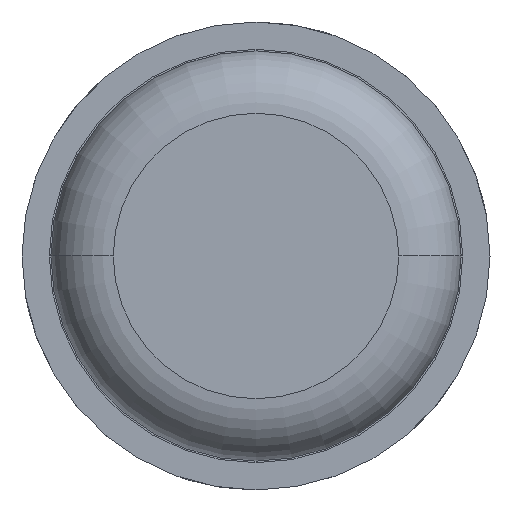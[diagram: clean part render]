
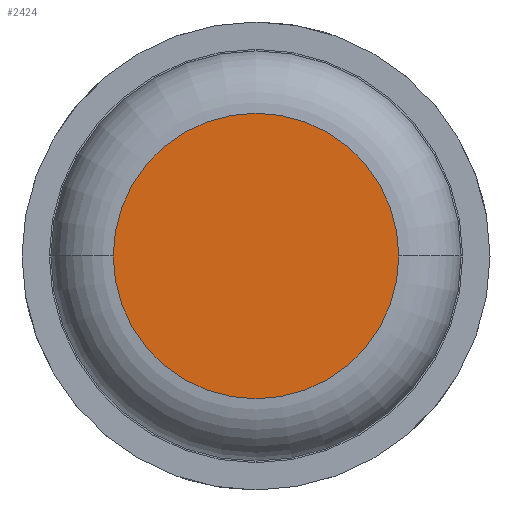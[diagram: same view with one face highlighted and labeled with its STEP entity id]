
A CAD part, front view. The second image highlights one B-rep face of the part: STEP entity #2424.
In plain terms, the highlighted planar face has unit normal (0, -1, 0).
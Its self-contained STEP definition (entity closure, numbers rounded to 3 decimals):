
#336 = DIRECTION ( 'NONE',  ( 0., -1., 0. ) ) ;
#340 = AXIS2_PLACEMENT_3D ( 'NONE', #2016, #2387, #590 ) ;
#351 = DIRECTION ( 'NONE',  ( -1., 0., 0. ) ) ;
#590 = DIRECTION ( 'NONE',  ( -1., 0., 0. ) ) ;
#652 = DIRECTION ( 'NONE',  ( -1., 0., 0. ) ) ;
#957 = CIRCLE ( 'NONE', #340, 0.915 ) ;
#1266 = VERTEX_POINT ( 'NONE', #4053 ) ;
#1284 = FACE_OUTER_BOUND ( 'NONE', #2127, .T. ) ;
#1492 = ORIENTED_EDGE ( 'NONE', *, *, #4346, .T. ) ;
#1609 = CARTESIAN_POINT ( 'NONE',  ( -0.915, 0., 0. ) ) ;
#1642 = EDGE_CURVE ( 'Defeature ausgef�hrt1_6+Defeature ausgef�hrt1_7+Defeature ausgef�hrt1_7+Defeature ausgef�hrt1_7', #2263, #1266, #957, .T. ) ;
#1704 = PLANE ( 'NONE',  #2062 ) ;
#2016 = CARTESIAN_POINT ( 'NONE',  ( 0., 0., 0. ) ) ;
#2062 = AXIS2_PLACEMENT_3D ( 'NONE', #3512, #2796, #652 ) ;
#2127 = EDGE_LOOP ( 'NONE', ( #2768, #1492 ) ) ;
#2263 = VERTEX_POINT ( 'NONE', #1609 ) ;
#2387 = DIRECTION ( 'NONE',  ( 0., -1., 0. ) ) ;
#2424 = ADVANCED_FACE ( 'Defeature ausgef�hrt1_6', ( #1284 ), #1704, .F. ) ;
#2768 = ORIENTED_EDGE ( 'NONE', *, *, #1642, .T. ) ;
#2796 = DIRECTION ( 'NONE',  ( 0., 1., 0. ) ) ;
#2975 = CIRCLE ( 'NONE', #4547, 0.915 ) ;
#3512 = CARTESIAN_POINT ( 'NONE',  ( 0., 0., 0. ) ) ;
#4053 = CARTESIAN_POINT ( 'NONE',  ( 0.915, 0., 0. ) ) ;
#4346 = EDGE_CURVE ( 'Defeature ausgef�hrt1_6+Defeature ausgef�hrt1_7+Defeature ausgef�hrt1_7+Defeature ausgef�hrt1_7', #1266, #2263, #2975, .T. ) ;
#4547 = AXIS2_PLACEMENT_3D ( 'NONE', #4551, #336, #351 ) ;
#4551 = CARTESIAN_POINT ( 'NONE',  ( 0., 0., 0. ) ) ;
